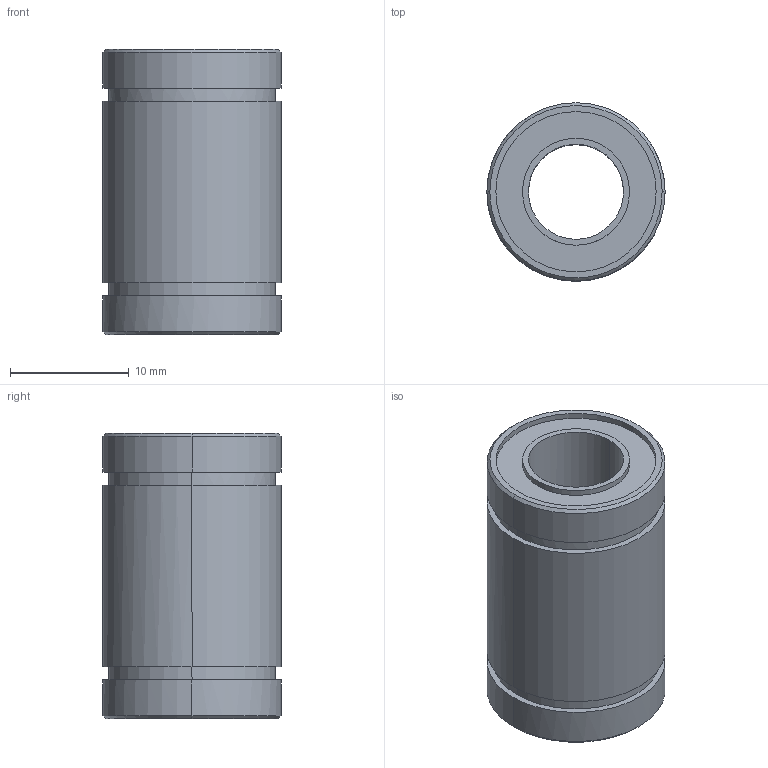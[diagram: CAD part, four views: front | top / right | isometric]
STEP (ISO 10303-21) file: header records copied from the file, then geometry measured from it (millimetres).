
FILE_DESCRIPTION(('CATIA V5 STEP Exchange','CAx-IF Rec.Pracs.--- Model Styling and Organization---1.4--- 2014-01-23','CAx-IF Rec.Pracs.---3D Tessellated Data Validation Properties---0.5---2014-09-14'),'2;1');
FILE_NAME('LM8UU.stp','2021-09-05T07:43:45+00:00',('none'),('none'),'CATIA Version 5-6 Release 2018 SP6','CATIA V5 STEP AP242','none');
FILE_SCHEMA(('AP242_MANAGED_MODEL_BASED_3D_ENGINEERING_MIM_LF {1 0 10303 442 1 1 4}'));
Length unit declared in the file: millimetre
Products named in the file (1): LM8UU
Bounding box: 15 x 15 x 24 mm (x, y, z)
Volume: 1232.3 mm3; surface area: 3771.4 mm2
Topology: 1 solids, 2 shells, 40 faces, 80 edges, 52 vertices
Faces by surface type: cylinder 24, plane 12, cone 4
Entity records: 1213 total; most frequent: CARTESIAN_POINT 402, ORIENTED_EDGE 160, DIRECTION 102, EDGE_CURVE 80, AXIS2_PLACEMENT_3D 58, EDGE_LOOP 52, VERTEX_POINT 52, CIRCLE 40
